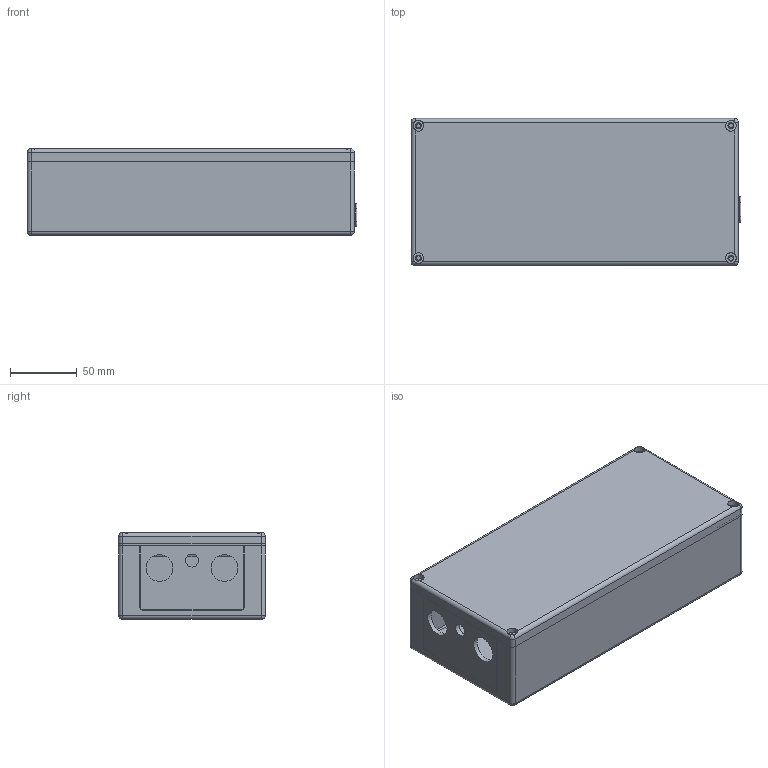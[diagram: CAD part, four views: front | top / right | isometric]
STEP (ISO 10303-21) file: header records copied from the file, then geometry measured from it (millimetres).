
FILE_DESCRIPTION(/* description */ ('','CAx-IF Rec.Pracs.---Representation and Presentation of Product Manufacturing Information (PMI)---4.0---2014-10-13'),/* implementation_level */ '2;1');
FILE_NAME(/* name */ 'controller-case.step.step',/* time_stamp */ '2025-02-24T18:32:32+01:00',/* author */ (''),/* organization */ (''),/* preprocessor_version */ 'ST-DEVELOPER v20',/* originating_system */ 'Autodesk Translation Framework v13.20.0.188',/* authorisation */ '');
FILE_SCHEMA (('AP242_MANAGED_MODEL_BASED_3D_ENGINEERING_MIM_LF { 1 0 10303 442 1 1 4 }'));
Products named in the file (1): case
Bounding box: 247 x 110 x 65 mm (x, y, z)
Volume: 237268.4 mm3; surface area: 207858.4 mm2
Topology: 4 solids, 4 shells, 849 faces, 2274 edges, 1448 vertices
Faces by surface type: cylinder 517, plane 218, bspline 60, cone 24, torus 18, sphere 12
Full cylindrical faces by diameter (mm): 2.075 x6, 2.529 x40, 2.58 x6, 3.086 x30, 3.332 x16, 4.109 x6, 4.11 x6, 4.5 x4, 5 x1, 5.5 x2, 6 x1, 6.2 x9, 8 x4, 9.71 x1, 20 x2
Entity records: 50491 total; most frequent: CARTESIAN_POINT 30909, ORIENTED_EDGE 4500, DIRECTION 3418, EDGE_CURVE 2250, VERTEX_POINT 1448, AXIS2_PLACEMENT_3D 1254, LINE 910, VECTOR 910
